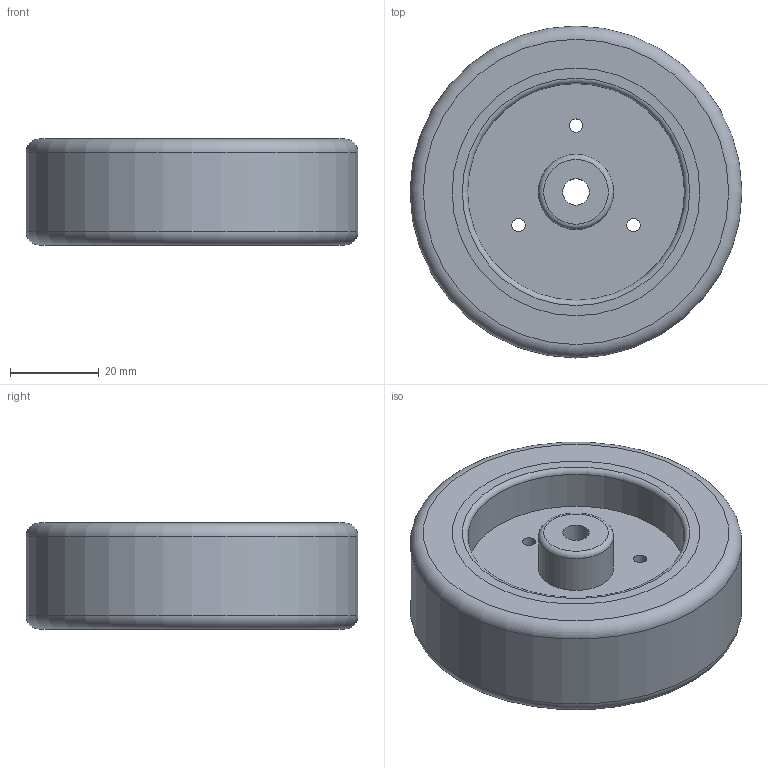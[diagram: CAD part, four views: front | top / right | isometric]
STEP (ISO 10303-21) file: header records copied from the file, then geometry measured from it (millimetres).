
FILE_DESCRIPTION(('FreeCAD Model'),'2;1');
FILE_NAME('Open CASCADE Shape Model','2025-11-28T00:43:18',('Author'),( ''),'Open CASCADE STEP processor 7.8','FreeCAD','Unknown');
FILE_SCHEMA(('AUTOMOTIVE_DESIGN { 1 0 10303 214 1 1 1 1 }'));
Length unit declared in the file: millimetre
Products named in the file (3): Roda_Dia75; Body; Body001
Assembly tree (2 placements, depth 2):
  Roda_Dia75
    Body
    Body001
Bounding box: 75 x 75 x 24 mm (x, y, z)
Volume: 71068.1 mm3; surface area: 26720.3 mm2
Topology: 2 solids, 2 shells, 25 faces, 45 edges, 28 vertices
Faces by surface type: cylinder 11, plane 8, torus 6
Full cylindrical faces by diameter (mm): 3 x3, 6 x1, 17 x2, 49 x2, 56 x2, 75 x1
Entity records: 712 total; most frequent: DIRECTION 135, CARTESIAN_POINT 101, ORIENTED_EDGE 90, AXIS2_PLACEMENT_3D 62, EDGE_CURVE 45, FACE_BOUND 39, EDGE_LOOP 39, CIRCLE 34
